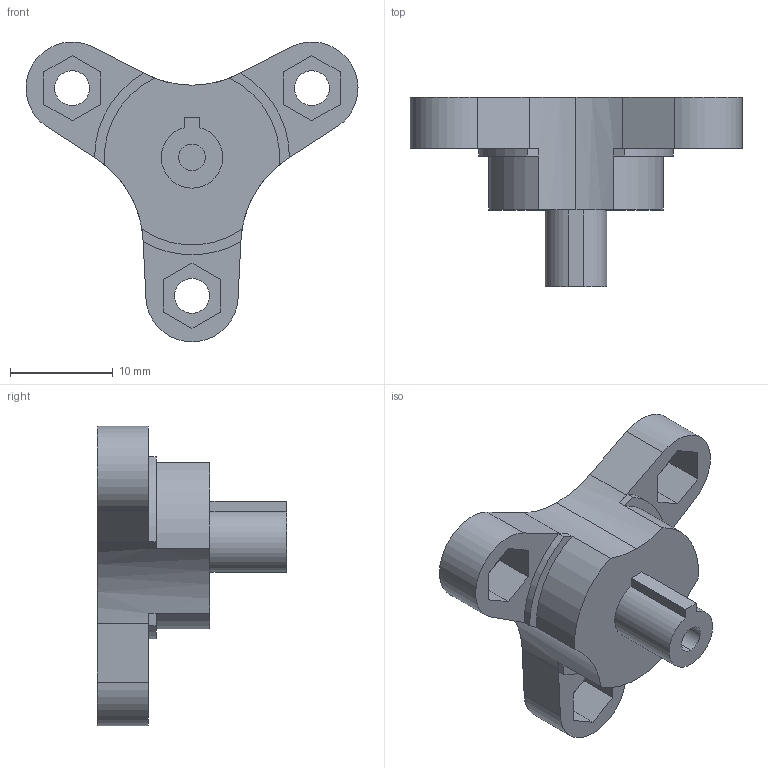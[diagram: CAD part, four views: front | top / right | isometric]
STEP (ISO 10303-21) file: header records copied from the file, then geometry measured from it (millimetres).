
FILE_DESCRIPTION (( 'STEP AP214' ), '1' );
FILE_NAME ('Out2.STEP', '2025-04-24T16:08:45', ( '' ), ( '' ), 'SwSTEP 2.0', 'SolidWorks 2024', '' );
FILE_SCHEMA (( 'AUTOMOTIVE_DESIGN' ));
Length unit declared in the file: millimetre
Products named in the file (1): Out2
Bounding box: 32.38 x 18.5 x 29.25 mm (x, y, z)
Volume: 3377.3 mm3; surface area: 2175.9 mm2
Topology: 1 solids, 1 shells, 75 faces, 186 edges, 118 vertices
Faces by surface type: plane 52, cylinder 23
Entity records: 2243 total; most frequent: DIRECTION 390, CARTESIAN_POINT 380, ORIENTED_EDGE 372, EDGE_CURVE 186, VECTOR 134, LINE 134, AXIS2_PLACEMENT_3D 128, VERTEX_POINT 118
